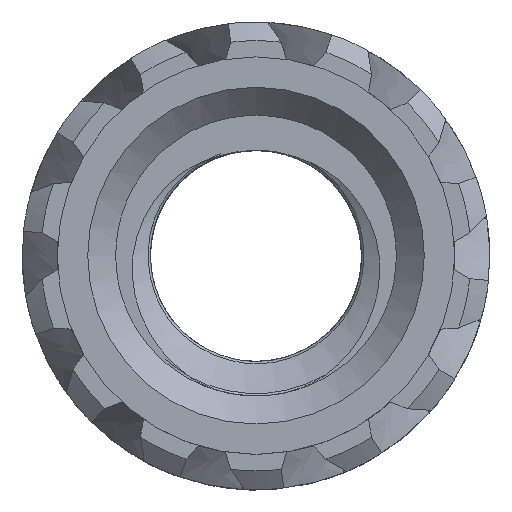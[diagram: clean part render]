
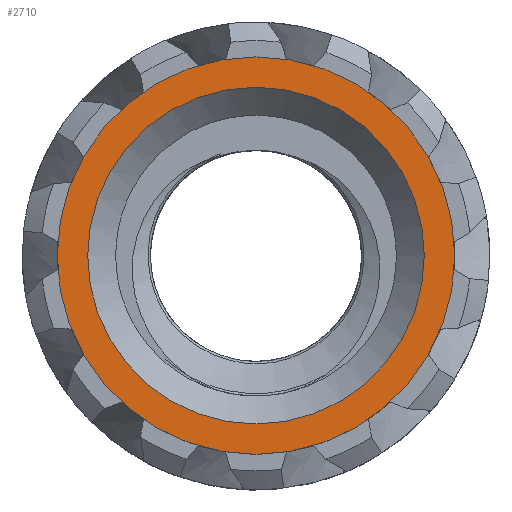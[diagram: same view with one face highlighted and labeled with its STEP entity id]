
A CAD part, top view. The second image highlights one B-rep face of the part: STEP entity #2710.
In plain terms, the highlighted planar face has unit normal (0, 0, 1).
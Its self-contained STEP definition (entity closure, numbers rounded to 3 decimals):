
#32=FACE_BOUND('',#353,.T.);
#37=PLANE('',#2908);
#174=FACE_OUTER_BOUND('',#352,.T.);
#352=EDGE_LOOP('',(#1814));
#353=EDGE_LOOP('',(#1815));
#521=CIRCLE('',#2907,1.8);
#522=CIRCLE('',#2909,2.125);
#1017=VERTEX_POINT('',#5849);
#1018=VERTEX_POINT('',#5853);
#1318=EDGE_CURVE('',#1017,#1017,#521,.T.);
#1320=EDGE_CURVE('',#1018,#1018,#522,.T.);
#1814=ORIENTED_EDGE('',*,*,#1320,.F.);
#1815=ORIENTED_EDGE('',*,*,#1318,.F.);
#2710=ADVANCED_FACE('',(#174,#32),#37,.T.);
#2907=AXIS2_PLACEMENT_3D('',#5850,#3151,#3152);
#2908=AXIS2_PLACEMENT_3D('',#5852,#3154,#3155);
#2909=AXIS2_PLACEMENT_3D('',#5854,#3156,#3157);
#3151=DIRECTION('center_axis',(0.,0.,1.));
#3152=DIRECTION('ref_axis',(-1.,0.,0.));
#3154=DIRECTION('center_axis',(0.,0.,1.));
#3155=DIRECTION('ref_axis',(1.,0.,0.));
#3156=DIRECTION('center_axis',(0.,0.,-1.));
#3157=DIRECTION('ref_axis',(1.,0.,0.));
#5849=CARTESIAN_POINT('',(1.8,0.,0.));
#5850=CARTESIAN_POINT('Origin',(0.,0.,0.));
#5852=CARTESIAN_POINT('Origin',(0.,2.125,0.));
#5853=CARTESIAN_POINT('',(0.,-2.125,0.));
#5854=CARTESIAN_POINT('Origin',(0.,0.,0.));
